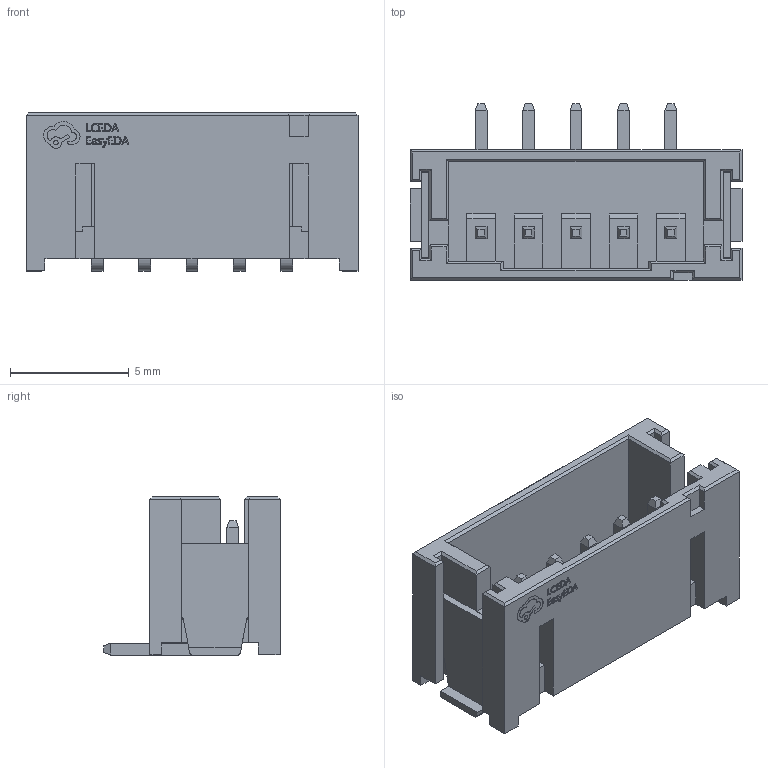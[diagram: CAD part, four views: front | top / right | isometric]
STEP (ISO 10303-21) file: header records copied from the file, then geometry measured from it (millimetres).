
FILE_DESCRIPTION (( 'STEP AP214' ), '1' );
FILE_NAME ('CONN-SMD_5P-P2.00_HDGC_HDGC2001WV-S-5P.STEP', '2022-10-05T02:45:55', ( '' ), ( '' ), 'SwSTEP 2.0', 'SolidWorks 2020', '' );
FILE_SCHEMA (( 'AUTOMOTIVE_DESIGN' ));
Length unit declared in the file: millimetre
Products named in the file (1): CONN-SMD_5P-P2.00_HDGC_HDGC2001WV-S-5P
Bounding box: 14 x 7.46 x 6.67 mm (x, y, z)
Volume: 221.7 mm3; surface area: 760.8 mm2
Topology: 3 solids, 3 shells, 518 faces, 1371 edges, 884 vertices
Faces by surface type: plane 396, bspline 102, cylinder 20
Entity records: 22005 total; most frequent: CARTESIAN_POINT 4160, ORIENTED_EDGE 2742, DIRECTION 2025, EDGE_CURVE 1371, VECTOR 1127, LINE 1127, VERTEX_POINT 884, EDGE_LOOP 547
